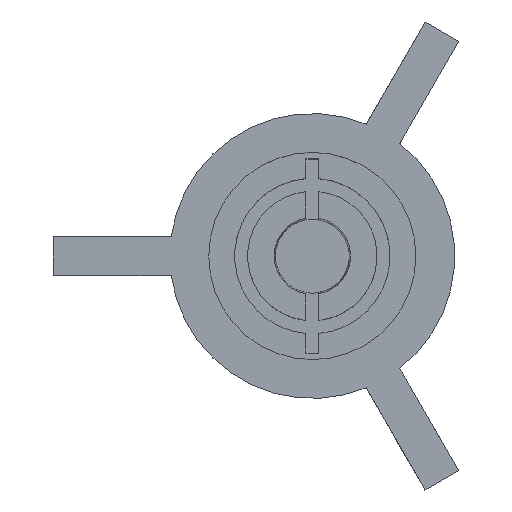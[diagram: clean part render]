
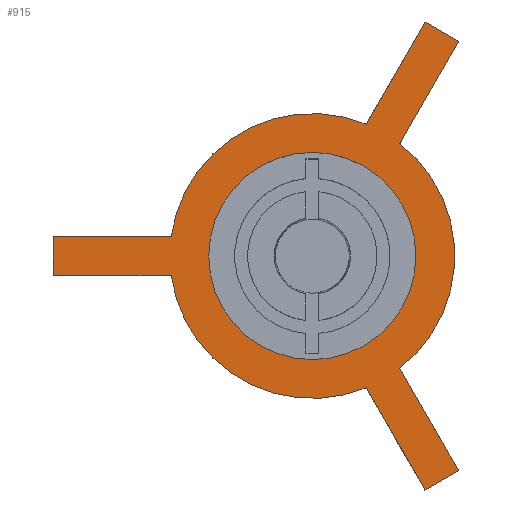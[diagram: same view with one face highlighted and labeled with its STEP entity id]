
A CAD part, top view. The second image highlights one B-rep face of the part: STEP entity #915.
In plain terms, the highlighted planar face has unit normal (0, 0, 1).
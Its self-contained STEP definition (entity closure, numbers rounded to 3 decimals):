
#16=FACE_BOUND('',#312,.T.);
#39=LINE('',#1353,#117);
#49=LINE('',#1381,#127);
#54=LINE('',#1403,#132);
#59=LINE('',#1433,#137);
#93=LINE('',#1528,#171);
#95=LINE('',#1532,#173);
#96=LINE('',#1550,#174);
#98=LINE('',#1553,#176);
#99=LINE('',#1567,#177);
#117=VECTOR('',#1074,10.);
#127=VECTOR('',#1092,10.);
#132=VECTOR('',#1101,10.);
#137=VECTOR('',#1112,10.);
#171=VECTOR('',#1202,10.);
#173=VECTOR('',#1206,10.);
#174=VECTOR('',#1209,10.);
#176=VECTOR('',#1213,10.);
#177=VECTOR('',#1240,10.);
#211=PLANE('',#1010);
#260=FACE_OUTER_BOUND('',#311,.T.);
#311=EDGE_LOOP('',(#825,#826,#827,#828,#829,#830,#831,#832,#833,#834,#835,
#836));
#312=EDGE_LOOP('',(#837,#838));
#339=CIRCLE('',#1005,11.);
#340=CIRCLE('',#1007,11.);
#341=CIRCLE('',#1009,11.);
#342=CIRCLE('',#1011,8.);
#343=CIRCLE('',#1012,8.);
#401=VERTEX_POINT('',#1348);
#402=VERTEX_POINT('',#1352);
#409=VERTEX_POINT('',#1378);
#410=VERTEX_POINT('',#1380);
#415=VERTEX_POINT('',#1400);
#416=VERTEX_POINT('',#1402);
#422=VERTEX_POINT('',#1428);
#423=VERTEX_POINT('',#1432);
#450=VERTEX_POINT('',#1527);
#451=VERTEX_POINT('',#1531);
#454=VERTEX_POINT('',#1545);
#455=VERTEX_POINT('',#1549);
#456=VERTEX_POINT('',#1568);
#457=VERTEX_POINT('',#1569);
#496=EDGE_CURVE('',#401,#402,#39,.T.);
#508=EDGE_CURVE('',#409,#410,#49,.T.);
#516=EDGE_CURVE('',#415,#416,#54,.T.);
#526=EDGE_CURVE('',#422,#423,#59,.T.);
#571=EDGE_CURVE('',#402,#450,#93,.T.);
#573=EDGE_CURVE('',#450,#451,#95,.T.);
#578=EDGE_CURVE('',#454,#455,#96,.T.);
#580=EDGE_CURVE('',#455,#409,#98,.T.);
#584=EDGE_CURVE('',#410,#422,#339,.T.);
#585=EDGE_CURVE('',#416,#401,#340,.T.);
#586=EDGE_CURVE('',#451,#454,#341,.T.);
#587=EDGE_CURVE('',#423,#415,#99,.T.);
#588=EDGE_CURVE('',#456,#457,#342,.T.);
#589=EDGE_CURVE('',#457,#456,#343,.T.);
#825=ORIENTED_EDGE('',*,*,#585,.F.);
#826=ORIENTED_EDGE('',*,*,#516,.F.);
#827=ORIENTED_EDGE('',*,*,#587,.F.);
#828=ORIENTED_EDGE('',*,*,#526,.F.);
#829=ORIENTED_EDGE('',*,*,#584,.F.);
#830=ORIENTED_EDGE('',*,*,#508,.F.);
#831=ORIENTED_EDGE('',*,*,#580,.F.);
#832=ORIENTED_EDGE('',*,*,#578,.F.);
#833=ORIENTED_EDGE('',*,*,#586,.F.);
#834=ORIENTED_EDGE('',*,*,#573,.F.);
#835=ORIENTED_EDGE('',*,*,#571,.F.);
#836=ORIENTED_EDGE('',*,*,#496,.F.);
#837=ORIENTED_EDGE('',*,*,#588,.T.);
#838=ORIENTED_EDGE('',*,*,#589,.T.);
#915=ADVANCED_FACE('',(#260,#16),#211,.T.);
#1005=AXIS2_PLACEMENT_3D('',#1561,#1228,#1229);
#1007=AXIS2_PLACEMENT_3D('',#1563,#1232,#1233);
#1009=AXIS2_PLACEMENT_3D('',#1565,#1236,#1237);
#1010=AXIS2_PLACEMENT_3D('',#1566,#1238,#1239);
#1011=AXIS2_PLACEMENT_3D('',#1570,#1241,#1242);
#1012=AXIS2_PLACEMENT_3D('',#1571,#1243,#1244);
#1074=DIRECTION('',(0.5,0.866,0.));
#1092=DIRECTION('',(-0.5,0.866,0.));
#1101=DIRECTION('',(1.,0.,0.));
#1112=DIRECTION('',(-1.,0.,0.));
#1202=DIRECTION('',(0.866,-0.5,0.));
#1206=DIRECTION('',(-0.5,-0.866,0.));
#1209=DIRECTION('',(0.5,-0.866,0.));
#1213=DIRECTION('',(-0.866,-0.5,0.));
#1228=DIRECTION('center_axis',(0.,0.,-1.));
#1229=DIRECTION('ref_axis',(1.,0.,0.));
#1232=DIRECTION('center_axis',(0.,0.,-1.));
#1233=DIRECTION('ref_axis',(1.,0.,0.));
#1236=DIRECTION('center_axis',(0.,0.,-1.));
#1237=DIRECTION('ref_axis',(1.,0.,0.));
#1238=DIRECTION('center_axis',(0.,0.,1.));
#1239=DIRECTION('ref_axis',(1.,0.,0.));
#1240=DIRECTION('',(0.,1.,0.));
#1241=DIRECTION('center_axis',(0.,0.,-1.));
#1242=DIRECTION('ref_axis',(1.,0.,0.));
#1243=DIRECTION('center_axis',(0.,0.,-1.));
#1244=DIRECTION('ref_axis',(1.,0.,0.));
#1348=CARTESIAN_POINT('',(4.15,10.187,9.));
#1352=CARTESIAN_POINT('',(8.701,18.071,9.));
#1353=CARTESIAN_POINT('',(8.701,18.071,9.));
#1378=CARTESIAN_POINT('',(8.701,-18.071,9.));
#1380=CARTESIAN_POINT('',(4.15,-10.187,9.));
#1381=CARTESIAN_POINT('',(8.701,-18.071,9.));
#1400=CARTESIAN_POINT('',(-20.,1.5,9.));
#1402=CARTESIAN_POINT('',(-10.897,1.5,9.));
#1403=CARTESIAN_POINT('',(-20.,1.5,9.));
#1428=CARTESIAN_POINT('',(-10.897,-1.5,9.));
#1432=CARTESIAN_POINT('',(-20.,-1.5,9.));
#1433=CARTESIAN_POINT('',(-20.,-1.5,9.));
#1527=CARTESIAN_POINT('',(11.299,16.571,9.));
#1528=CARTESIAN_POINT('',(10.,17.321,9.));
#1531=CARTESIAN_POINT('',(6.748,8.687,9.));
#1532=CARTESIAN_POINT('',(11.299,16.571,9.));
#1545=CARTESIAN_POINT('',(6.748,-8.687,9.));
#1549=CARTESIAN_POINT('',(11.299,-16.571,9.));
#1550=CARTESIAN_POINT('',(11.299,-16.571,9.));
#1553=CARTESIAN_POINT('',(10.,-17.321,9.));
#1561=CARTESIAN_POINT('Origin',(0.,0.,9.));
#1563=CARTESIAN_POINT('Origin',(0.,0.,9.));
#1565=CARTESIAN_POINT('Origin',(0.,0.,9.));
#1566=CARTESIAN_POINT('Origin',(-11.,0.,9.));
#1567=CARTESIAN_POINT('',(-20.,0.,9.));
#1568=CARTESIAN_POINT('',(-8.,0.,9.));
#1569=CARTESIAN_POINT('',(8.,0.,9.));
#1570=CARTESIAN_POINT('Origin',(0.,0.,9.));
#1571=CARTESIAN_POINT('Origin',(0.,0.,9.));
